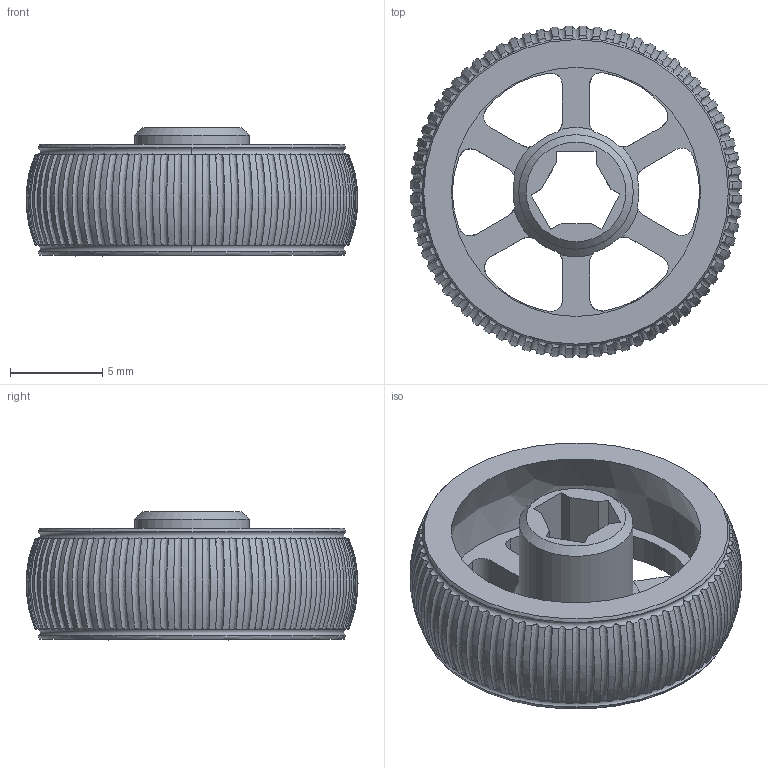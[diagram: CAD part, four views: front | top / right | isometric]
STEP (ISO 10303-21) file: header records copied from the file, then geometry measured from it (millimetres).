
FILE_DESCRIPTION(('HOOPS Exchange Step'),'2;1');
FILE_NAME('Wheel.stp','2025-02-13T11:03:42+09:00',('hayashi'),('Unknown organisation'),'HOOPS Exchange 2023.2','HOOPS Exchange','Unknown authorisation');
FILE_SCHEMA( ('AP203_CONFIGURATION_CONTROLLED_3D_DESIGN_OF_MECHANICAL_PARTS_AND_ASSEMBLIES_MIM_LF') );
Length unit declared in the file: millimetre
Products named in the file (1): Solid 1926
Bounding box: 17.99 x 17.99 x 6.96 mm (x, y, z)
Volume: 624.6 mm3; surface area: 1238.4 mm2
Topology: 1 solids, 1 shells, 251 faces, 760 edges, 503 vertices
Faces by surface type: bspline 202, plane 30, cylinder 13, torus 4, cone 2
Full cylindrical faces by diameter (mm): 6.2 x1
Entity records: 16069 total; most frequent: CARTESIAN_POINT 10646, ORIENTED_EDGE 1520, EDGE_CURVE 760, DIRECTION 615, VERTEX_POINT 503, B_SPLINE_CURVE_WITH_KNOTS 435, EDGE_LOOP 257, FACE_BOUND 257
